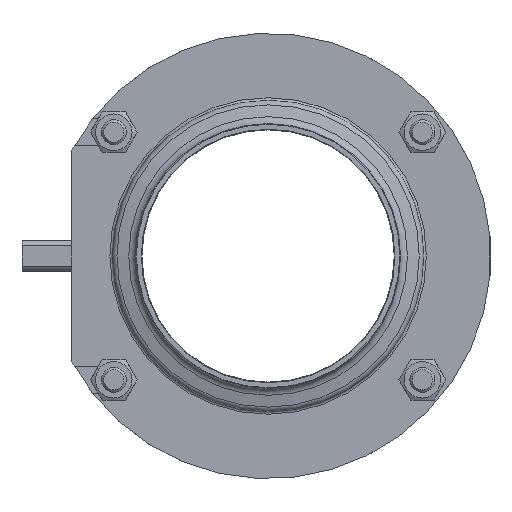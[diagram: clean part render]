
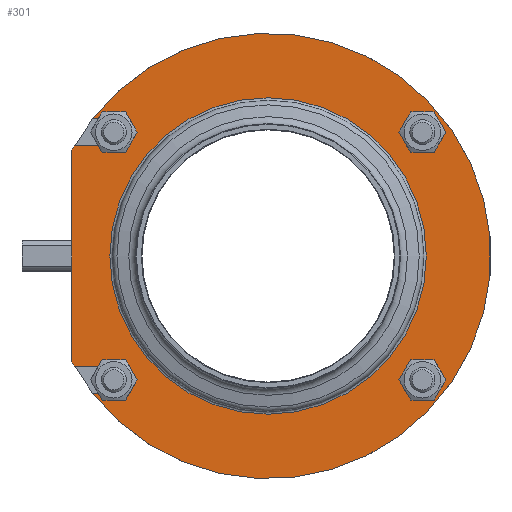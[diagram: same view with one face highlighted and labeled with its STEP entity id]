
A CAD part, left-side view. The second image highlights one B-rep face of the part: STEP entity #301.
In plain terms, the highlighted face is planar.
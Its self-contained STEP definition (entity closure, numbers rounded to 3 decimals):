
#301 = ADVANCED_FACE( '', ( #716, #717, #718, #719 ), #720, .T. );
#716 = FACE_OUTER_BOUND( '', #1398, .T. );
#717 = FACE_BOUND( '', #1399, .T. );
#718 = FACE_BOUND( '', #1400, .T. );
#719 = FACE_BOUND( '', #1401, .T. );
#720 = PLANE( '', #1402 );
#1398 = EDGE_LOOP( '', ( #2504, #2505, #2506, #2507, #2508, #2509, #2510, #2511, #2512, #2513 ) );
#1399 = EDGE_LOOP( '', ( #2514 ) );
#1400 = EDGE_LOOP( '', ( #2515 ) );
#1401 = EDGE_LOOP( '', ( #2516 ) );
#1402 = AXIS2_PLACEMENT_3D( '', #2517, #2518, #2519 );
#2504 = ORIENTED_EDGE( '', *, *, #3976, .F. );
#2505 = ORIENTED_EDGE( '', *, *, #3977, .T. );
#2506 = ORIENTED_EDGE( '', *, *, #3959, .F. );
#2507 = ORIENTED_EDGE( '', *, *, #3965, .F. );
#2508 = ORIENTED_EDGE( '', *, *, #3978, .F. );
#2509 = ORIENTED_EDGE( '', *, *, #3979, .T. );
#2510 = ORIENTED_EDGE( '', *, *, #3980, .F. );
#2511 = ORIENTED_EDGE( '', *, *, #3981, .F. );
#2512 = ORIENTED_EDGE( '', *, *, #3982, .F. );
#2513 = ORIENTED_EDGE( '', *, *, #3983, .T. );
#2514 = ORIENTED_EDGE( '', *, *, #3984, .F. );
#2515 = ORIENTED_EDGE( '', *, *, #3961, .F. );
#2516 = ORIENTED_EDGE( '', *, *, #3985, .F. );
#2517 = CARTESIAN_POINT( '', ( 12., 50.8, 0. ) );
#2518 = DIRECTION( '', ( 1., 0., 0. ) );
#2519 = DIRECTION( '', ( 0., 0., -1. ) );
#3959 = EDGE_CURVE( '', #4630, #4632, #4633, .T. );
#3961 = EDGE_CURVE( '', #4635, #4635, #4636, .T. );
#3965 = EDGE_CURVE( '', #4641, #4630, #4643, .T. );
#3976 = EDGE_CURVE( '', #4663, #4664, #4665, .T. );
#3977 = EDGE_CURVE( '', #4663, #4632, #4666, .T. );
#3978 = EDGE_CURVE( '', #4667, #4641, #4668, .T. );
#3979 = EDGE_CURVE( '', #4667, #4669, #4670, .T. );
#3980 = EDGE_CURVE( '', #4671, #4669, #4672, .T. );
#3981 = EDGE_CURVE( '', #4673, #4671, #4674, .T. );
#3982 = EDGE_CURVE( '', #4675, #4673, #4676, .T. );
#3983 = EDGE_CURVE( '', #4675, #4664, #4677, .T. );
#3984 = EDGE_CURVE( '', #4678, #4678, #4679, .T. );
#3985 = EDGE_CURVE( '', #4680, #4680, #4681, .T. );
#4630 = VERTEX_POINT( '', #5940 );
#4632 = VERTEX_POINT( '', #5943 );
#4633 = LINE( '', #5944, #5945 );
#4635 = VERTEX_POINT( '', #5948 );
#4636 = CIRCLE( '', #5949, 4.25 );
#4641 = VERTEX_POINT( '', #5954 );
#4643 = CIRCLE( '', #5957, 4.25 );
#4663 = VERTEX_POINT( '', #5981 );
#4664 = VERTEX_POINT( '', #5982 );
#4665 = LINE( '', #5983, #5984 );
#4666 = CIRCLE( '', #5985, 71.5 );
#4667 = VERTEX_POINT( '', #5986 );
#4668 = LINE( '', #5987, #5988 );
#4669 = VERTEX_POINT( '', #5989 );
#4670 = CIRCLE( '', #5990, 71.5 );
#4671 = VERTEX_POINT( '', #5991 );
#4672 = LINE( '', #5992, #5993 );
#4673 = VERTEX_POINT( '', #5994 );
#4674 = CIRCLE( '', #5995, 4.25 );
#4675 = VERTEX_POINT( '', #5996 );
#4676 = LINE( '', #5997, #5998 );
#4677 = CIRCLE( '', #5999, 71.5 );
#4678 = VERTEX_POINT( '', #6000 );
#4679 = CIRCLE( '', #6001, 4.25 );
#4680 = VERTEX_POINT( '', #6002 );
#4681 = CIRCLE( '', #6003, 50.8 );
#5940 = CARTESIAN_POINT( '', ( 12., 49.52, 35.5 ) );
#5943 = CARTESIAN_POINT( '', ( 12., 62.064, 35.5 ) );
#5944 = CARTESIAN_POINT( '', ( 12., 49.52, 35.5 ) );
#5945 = VECTOR( '', #7846, 1000. );
#5948 = CARTESIAN_POINT( '', ( 12., -49.52, -44. ) );
#5949 = AXIS2_PLACEMENT_3D( '', #7848, #7849, #7850 );
#5954 = CARTESIAN_POINT( '', ( 12., 49.52, 44. ) );
#5957 = AXIS2_PLACEMENT_3D( '', #7858, #7859, #7860 );
#5981 = CARTESIAN_POINT( '', ( 12., 63., 33.812 ) );
#5982 = CARTESIAN_POINT( '', ( 12., 63., -33.812 ) );
#5983 = CARTESIAN_POINT( '', ( 12., 63., 35.5 ) );
#5984 = VECTOR( '', #7883, 1000. );
#5985 = AXIS2_PLACEMENT_3D( '', #7884, #7885, #7886 );
#5986 = CARTESIAN_POINT( '', ( 12., 56.358, 44. ) );
#5987 = CARTESIAN_POINT( '', ( 12., 75.6, 44. ) );
#5988 = VECTOR( '', #7887, 1000. );
#5989 = CARTESIAN_POINT( '', ( 12., 56.358, -44. ) );
#5990 = AXIS2_PLACEMENT_3D( '', #7888, #7889, #7890 );
#5991 = CARTESIAN_POINT( '', ( 12., 49.52, -44. ) );
#5992 = CARTESIAN_POINT( '', ( 12., 49.52, -44. ) );
#5993 = VECTOR( '', #7891, 1000. );
#5994 = CARTESIAN_POINT( '', ( 12., 49.52, -35.5 ) );
#5995 = AXIS2_PLACEMENT_3D( '', #7892, #7893, #7894 );
#5996 = CARTESIAN_POINT( '', ( 12., 62.064, -35.5 ) );
#5997 = CARTESIAN_POINT( '', ( 12., 63., -35.5 ) );
#5998 = VECTOR( '', #7895, 1000. );
#5999 = AXIS2_PLACEMENT_3D( '', #7896, #7897, #7898 );
#6000 = CARTESIAN_POINT( '', ( 12., -49.52, 35.5 ) );
#6001 = AXIS2_PLACEMENT_3D( '', #7899, #7900, #7901 );
#6002 = CARTESIAN_POINT( '', ( 12., 0., -50.8 ) );
#6003 = AXIS2_PLACEMENT_3D( '', #7902, #7903, #7904 );
#7846 = DIRECTION( '', ( 0., 1., 0. ) );
#7848 = CARTESIAN_POINT( '', ( 12., -49.52, -39.75 ) );
#7849 = DIRECTION( '', ( 1., 0., 0. ) );
#7850 = DIRECTION( '', ( 0., 0., -1. ) );
#7858 = CARTESIAN_POINT( '', ( 12., 49.52, 39.75 ) );
#7859 = DIRECTION( '', ( 1., 0., 0. ) );
#7860 = DIRECTION( '', ( 0., 0., -1. ) );
#7883 = DIRECTION( '', ( 0., 0., -1. ) );
#7884 = CARTESIAN_POINT( '', ( 12., 0., 0. ) );
#7885 = DIRECTION( '', ( 1., 0., 0. ) );
#7886 = DIRECTION( '', ( 0., 0., -1. ) );
#7887 = DIRECTION( '', ( 0., -1., 0. ) );
#7888 = CARTESIAN_POINT( '', ( 12., 0., 0. ) );
#7889 = DIRECTION( '', ( 1., 0., 0. ) );
#7890 = DIRECTION( '', ( 0., 0., -1. ) );
#7891 = DIRECTION( '', ( 0., 1., 0. ) );
#7892 = CARTESIAN_POINT( '', ( 12., 49.52, -39.75 ) );
#7893 = DIRECTION( '', ( 1., 0., 0. ) );
#7894 = DIRECTION( '', ( 0., 0., -1. ) );
#7895 = DIRECTION( '', ( 0., -1., 0. ) );
#7896 = CARTESIAN_POINT( '', ( 12., 0., 0. ) );
#7897 = DIRECTION( '', ( 1., 0., 0. ) );
#7898 = DIRECTION( '', ( 0., 0., -1. ) );
#7899 = CARTESIAN_POINT( '', ( 12., -49.52, 39.75 ) );
#7900 = DIRECTION( '', ( 1., 0., 0. ) );
#7901 = DIRECTION( '', ( 0., 0., -1. ) );
#7902 = CARTESIAN_POINT( '', ( 12., 0., 0. ) );
#7903 = DIRECTION( '', ( 1., 0., 0. ) );
#7904 = DIRECTION( '', ( 0., 0., -1. ) );
